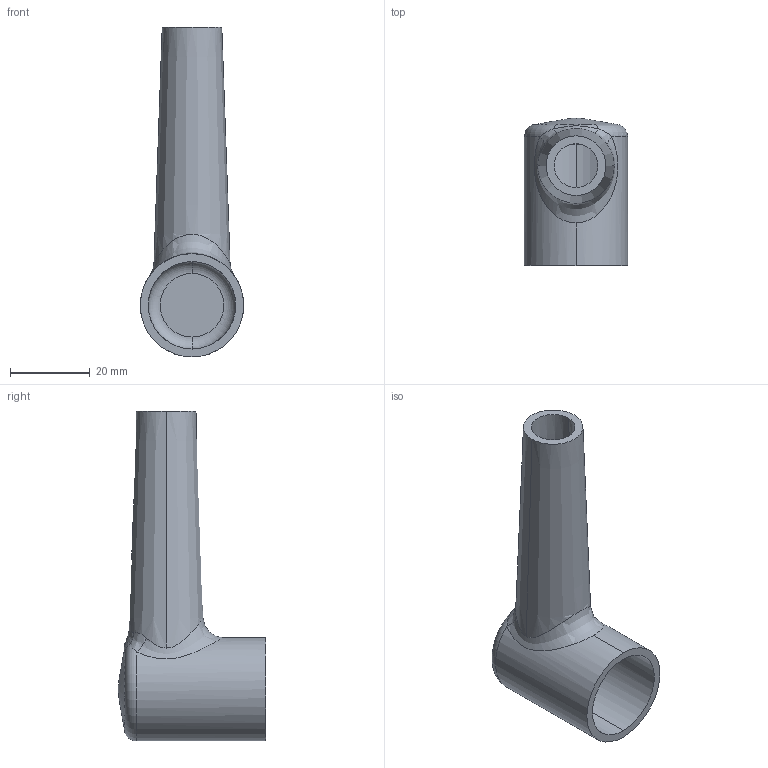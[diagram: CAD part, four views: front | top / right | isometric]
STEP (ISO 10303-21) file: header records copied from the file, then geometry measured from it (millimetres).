
FILE_DESCRIPTION (( 'STEP AP214' ), '1' );
FILE_NAME ('SLV39.step', '2015-09-21T11:30:35', ( '' ), ( '' ), 'SwSTEP 2.0', 'SolidWorks 2015', '' );
FILE_SCHEMA (( 'AUTOMOTIVE_DESIGN' ));
Length unit declared in the file: millimetre
Products named in the file (1): SLV39
Bounding box: 26 x 37 x 83 mm (x, y, z)
Volume: 11530.9 mm3; surface area: 11330.7 mm2
Topology: 1 solids, 1 shells, 28 faces, 66 edges, 40 vertices
Faces by surface type: torus 6, cone 6, plane 6, cylinder 5, bspline 5
Entity records: 1578 total; most frequent: CARTESIAN_POINT 922, DIRECTION 132, ORIENTED_EDGE 132, EDGE_CURVE 66, AXIS2_PLACEMENT_3D 61, VERTEX_POINT 40, CIRCLE 37, EDGE_LOOP 30
